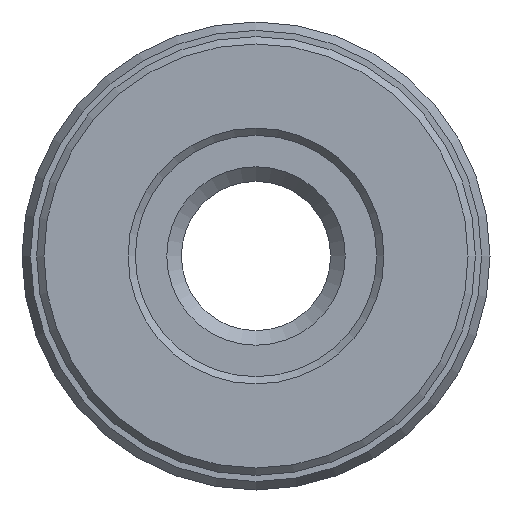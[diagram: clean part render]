
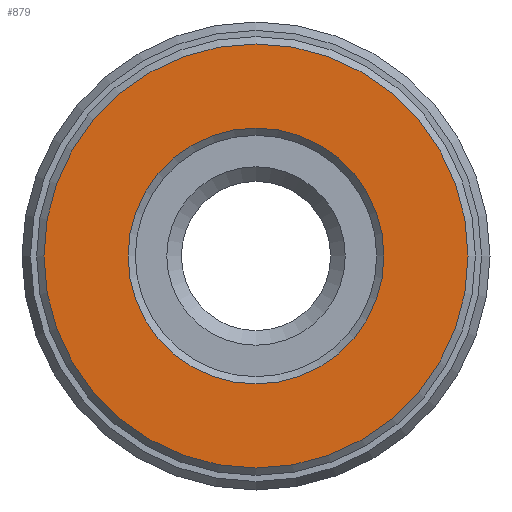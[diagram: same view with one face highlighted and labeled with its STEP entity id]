
A CAD part, front view. The second image highlights one B-rep face of the part: STEP entity #879.
In plain terms, the highlighted planar face has unit normal (0, -1, 0).
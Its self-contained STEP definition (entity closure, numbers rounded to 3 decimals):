
#48 = CARTESIAN_POINT ( 'NONE',  ( 0., 0., 0. ) ) ;
#171 = EDGE_LOOP ( 'NONE', ( #1024 ) ) ;
#182 = VERTEX_POINT ( 'NONE', #807 ) ;
#185 = CARTESIAN_POINT ( 'NONE',  ( 0., 0., -14.5 ) ) ;
#187 = AXIS2_PLACEMENT_3D ( 'NONE', #48, #1143, #709 ) ;
#209 = FACE_OUTER_BOUND ( 'NONE', #769, .T. ) ;
#302 = CARTESIAN_POINT ( 'NONE',  ( -8.25, 0., 0. ) ) ;
#311 = PLANE ( 'NONE',  #407 ) ;
#324 = FACE_BOUND ( 'NONE', #171, .T. ) ;
#328 = CARTESIAN_POINT ( 'NONE',  ( 0., 0., 0. ) ) ;
#374 = VERTEX_POINT ( 'NONE', #185 ) ;
#400 = DIRECTION ( 'NONE',  ( 0., 1., 0. ) ) ;
#407 = AXIS2_PLACEMENT_3D ( 'NONE', #302, #400, #851 ) ;
#493 = EDGE_CURVE ( 'NONE', #182, #182, #892, .T. ) ;
#546 = EDGE_CURVE ( 'NONE', #374, #374, #791, .T. ) ;
#566 = AXIS2_PLACEMENT_3D ( 'NONE', #328, #980, #963 ) ;
#709 = DIRECTION ( 'NONE',  ( 0., 0., 1. ) ) ;
#769 = EDGE_LOOP ( 'NONE', ( #1026 ) ) ;
#791 = CIRCLE ( 'NONE', #566, 14.5 ) ;
#807 = CARTESIAN_POINT ( 'NONE',  ( 0., 0., 8.75 ) ) ;
#851 = DIRECTION ( 'NONE',  ( 0., 0., 1. ) ) ;
#879 = ADVANCED_FACE ( 'NONE', ( #324, #209 ), #311, .F. ) ;
#892 = CIRCLE ( 'NONE', #187, 8.75 ) ;
#963 = DIRECTION ( 'NONE',  ( 0., 0., -1. ) ) ;
#980 = DIRECTION ( 'NONE',  ( 0., -1., 0. ) ) ;
#1024 = ORIENTED_EDGE ( 'NONE', *, *, #493, .T. ) ;
#1026 = ORIENTED_EDGE ( 'NONE', *, *, #546, .T. ) ;
#1143 = DIRECTION ( 'NONE',  ( 0., 1., 0. ) ) ;
